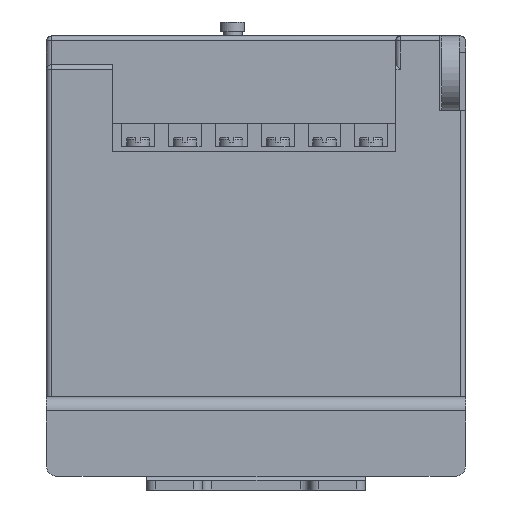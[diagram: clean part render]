
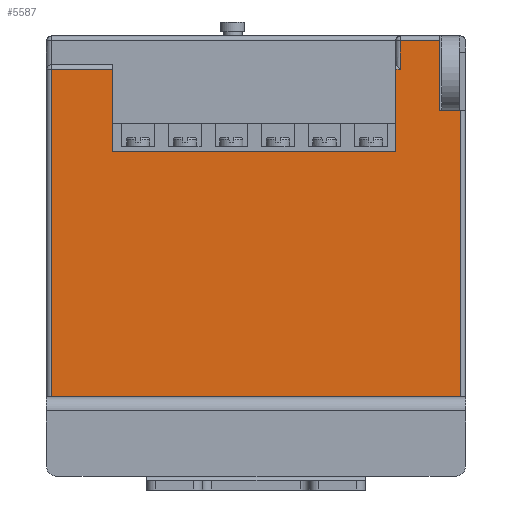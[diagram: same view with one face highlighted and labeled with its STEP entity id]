
A CAD part, front view. The second image highlights one B-rep face of the part: STEP entity #5587.
In plain terms, the highlighted planar face has unit normal (0, -1, 0).
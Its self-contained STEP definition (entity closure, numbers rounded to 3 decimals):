
#47 = CARTESIAN_POINT ( 'NONE',  ( 1., -58., 31.55 ) ) ;
#135 = ORIENTED_EDGE ( 'NONE', *, *, #8729, .F. ) ;
#145 = EDGE_CURVE ( 'NONE', #7521, #826, #9302, .T. ) ;
#154 = VERTEX_POINT ( 'NONE', #10211 ) ;
#183 = VERTEX_POINT ( 'NONE', #47 ) ;
#283 = DIRECTION ( 'NONE',  ( 1., 0., 0. ) ) ;
#530 = LINE ( 'NONE', #7524, #8590 ) ;
#553 = VECTOR ( 'NONE', #6863, 1000. ) ;
#572 = ORIENTED_EDGE ( 'NONE', *, *, #6277, .T. ) ;
#601 = DIRECTION ( 'NONE',  ( 0., 0., -1. ) ) ;
#632 = ORIENTED_EDGE ( 'NONE', *, *, #5294, .T. ) ;
#826 = VERTEX_POINT ( 'NONE', #7046 ) ;
#849 = LINE ( 'NONE', #4747, #6242 ) ;
#901 = LINE ( 'NONE', #9887, #6134 ) ;
#935 = CARTESIAN_POINT ( 'NONE',  ( 89., -58., 22.75 ) ) ;
#1139 = LINE ( 'NONE', #8277, #1880 ) ;
#1212 = EDGE_CURVE ( 'NONE', #154, #7521, #9745, .T. ) ;
#1294 = VERTEX_POINT ( 'NONE', #4976 ) ;
#1376 = ORIENTED_EDGE ( 'NONE', *, *, #2045, .F. ) ;
#1515 = VECTOR ( 'NONE', #10114, 1000. ) ;
#1880 = VECTOR ( 'NONE', #283, 1000. ) ;
#1990 = ORIENTED_EDGE ( 'NONE', *, *, #3859, .F. ) ;
#2032 = AXIS2_PLACEMENT_3D ( 'NONE', #7574, #11581, #7503 ) ;
#2036 = LINE ( 'NONE', #6070, #6808 ) ;
#2045 = EDGE_CURVE ( 'NONE', #10202, #12064, #4431, .T. ) ;
#2829 = CARTESIAN_POINT ( 'NONE',  ( 90., -58., 31.55 ) ) ;
#2831 = ORIENTED_EDGE ( 'NONE', *, *, #3052, .F. ) ;
#2951 = VECTOR ( 'NONE', #7946, 1000. ) ;
#2983 = CARTESIAN_POINT ( 'NONE',  ( 76., -58., 38.75 ) ) ;
#3052 = EDGE_CURVE ( 'NONE', #154, #4405, #1139, .T. ) ;
#3201 = ORIENTED_EDGE ( 'NONE', *, *, #10548, .T. ) ;
#3468 = PLANE ( 'NONE',  #2032 ) ;
#3599 = VERTEX_POINT ( 'NONE', #9465 ) ;
#3746 = VERTEX_POINT ( 'NONE', #10886 ) ;
#3859 = EDGE_CURVE ( 'NONE', #12064, #5028, #2036, .T. ) ;
#4163 = ORIENTED_EDGE ( 'NONE', *, *, #1212, .T. ) ;
#4405 = VERTEX_POINT ( 'NONE', #935 ) ;
#4431 = LINE ( 'NONE', #5435, #6636 ) ;
#4678 = VERTEX_POINT ( 'NONE', #10697 ) ;
#4747 = CARTESIAN_POINT ( 'NONE',  ( 90., -58., 31.55 ) ) ;
#4976 = CARTESIAN_POINT ( 'NONE',  ( 1., -58., -38.75 ) ) ;
#4977 = LINE ( 'NONE', #10975, #2951 ) ;
#5028 = VERTEX_POINT ( 'NONE', #11140 ) ;
#5284 = EDGE_CURVE ( 'NONE', #10202, #183, #849, .T. ) ;
#5285 = DIRECTION ( 'NONE',  ( 1., 0., 0. ) ) ;
#5294 = EDGE_CURVE ( 'NONE', #4678, #3746, #9836, .T. ) ;
#5435 = CARTESIAN_POINT ( 'NONE',  ( 14.2, -58., 20.05 ) ) ;
#5492 = DIRECTION ( 'NONE',  ( 0., 0., 1. ) ) ;
#5534 = DIRECTION ( 'NONE',  ( 0., 0., 1. ) ) ;
#5587 = ADVANCED_FACE ( 'NONE', ( #12503 ), #3468, .F. ) ;
#5991 = CARTESIAN_POINT ( 'NONE',  ( 14.2, -58., 13.85 ) ) ;
#6070 = CARTESIAN_POINT ( 'NONE',  ( 14.2, -58., 13.85 ) ) ;
#6134 = VECTOR ( 'NONE', #7036, 1000. ) ;
#6242 = VECTOR ( 'NONE', #7846, 1000. ) ;
#6277 = EDGE_CURVE ( 'NONE', #3599, #4405, #530, .T. ) ;
#6552 = EDGE_CURVE ( 'NONE', #826, #4678, #12137, .T. ) ;
#6636 = VECTOR ( 'NONE', #601, 1000. ) ;
#6678 = CARTESIAN_POINT ( 'NONE',  ( 1., -58., -38.75 ) ) ;
#6808 = VECTOR ( 'NONE', #5285, 1000. ) ;
#6863 = DIRECTION ( 'NONE',  ( -1., 0., 0. ) ) ;
#7036 = DIRECTION ( 'NONE',  ( 0., 0., 1. ) ) ;
#7046 = CARTESIAN_POINT ( 'NONE',  ( 76., -58., 37.75 ) ) ;
#7503 = DIRECTION ( 'NONE',  ( 0., 0., 1. ) ) ;
#7521 = VERTEX_POINT ( 'NONE', #10713 ) ;
#7524 = CARTESIAN_POINT ( 'NONE',  ( 89., -58., 38.75 ) ) ;
#7574 = CARTESIAN_POINT ( 'NONE',  ( 90., -58., 38.75 ) ) ;
#7610 = ORIENTED_EDGE ( 'NONE', *, *, #5284, .T. ) ;
#7755 = VECTOR ( 'NONE', #9714, 1000. ) ;
#7846 = DIRECTION ( 'NONE',  ( -1., 0., 0. ) ) ;
#7946 = DIRECTION ( 'NONE',  ( -1., 0., 0. ) ) ;
#8277 = CARTESIAN_POINT ( 'NONE',  ( 84.4, -58., 22.75 ) ) ;
#8422 = CARTESIAN_POINT ( 'NONE',  ( 84.4, -58., 22.75 ) ) ;
#8590 = VECTOR ( 'NONE', #5492, 1000. ) ;
#8724 = LINE ( 'NONE', #6678, #7755 ) ;
#8729 = EDGE_CURVE ( 'NONE', #5028, #3746, #901, .T. ) ;
#8996 = CARTESIAN_POINT ( 'NONE',  ( 14.2, -58., 31.55 ) ) ;
#9302 = LINE ( 'NONE', #11063, #10631 ) ;
#9465 = CARTESIAN_POINT ( 'NONE',  ( 89., -58., -38.75 ) ) ;
#9556 = EDGE_LOOP ( 'NONE', ( #572, #2831, #4163, #10106, #11474, #632, #135, #1990, #1376, #7610, #3201, #10891 ) ) ;
#9714 = DIRECTION ( 'NONE',  ( 0., 0., -1. ) ) ;
#9745 = LINE ( 'NONE', #8422, #10407 ) ;
#9836 = LINE ( 'NONE', #2829, #553 ) ;
#9887 = CARTESIAN_POINT ( 'NONE',  ( 75., -58., 20.05 ) ) ;
#10106 = ORIENTED_EDGE ( 'NONE', *, *, #145, .T. ) ;
#10114 = DIRECTION ( 'NONE',  ( 0., 0., -1. ) ) ;
#10138 = DIRECTION ( 'NONE',  ( -1., 0., 0. ) ) ;
#10202 = VERTEX_POINT ( 'NONE', #8996 ) ;
#10211 = CARTESIAN_POINT ( 'NONE',  ( 84.4, -58., 22.75 ) ) ;
#10407 = VECTOR ( 'NONE', #5534, 1000. ) ;
#10548 = EDGE_CURVE ( 'NONE', #183, #1294, #8724, .T. ) ;
#10631 = VECTOR ( 'NONE', #10138, 1000. ) ;
#10697 = CARTESIAN_POINT ( 'NONE',  ( 76., -58., 31.55 ) ) ;
#10713 = CARTESIAN_POINT ( 'NONE',  ( 84.4, -58., 37.75 ) ) ;
#10886 = CARTESIAN_POINT ( 'NONE',  ( 75., -58., 31.55 ) ) ;
#10891 = ORIENTED_EDGE ( 'NONE', *, *, #12480, .F. ) ;
#10975 = CARTESIAN_POINT ( 'NONE',  ( 90., -58., -38.75 ) ) ;
#11063 = CARTESIAN_POINT ( 'NONE',  ( 90., -58., 37.75 ) ) ;
#11140 = CARTESIAN_POINT ( 'NONE',  ( 75., -58., 13.85 ) ) ;
#11474 = ORIENTED_EDGE ( 'NONE', *, *, #6552, .T. ) ;
#11581 = DIRECTION ( 'NONE',  ( 0., 1., 0. ) ) ;
#12064 = VERTEX_POINT ( 'NONE', #5991 ) ;
#12137 = LINE ( 'NONE', #2983, #1515 ) ;
#12480 = EDGE_CURVE ( 'NONE', #3599, #1294, #4977, .T. ) ;
#12503 = FACE_OUTER_BOUND ( 'NONE', #9556, .T. ) ;
